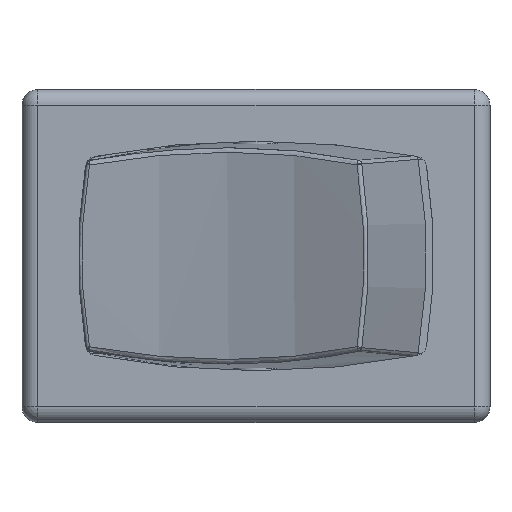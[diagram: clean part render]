
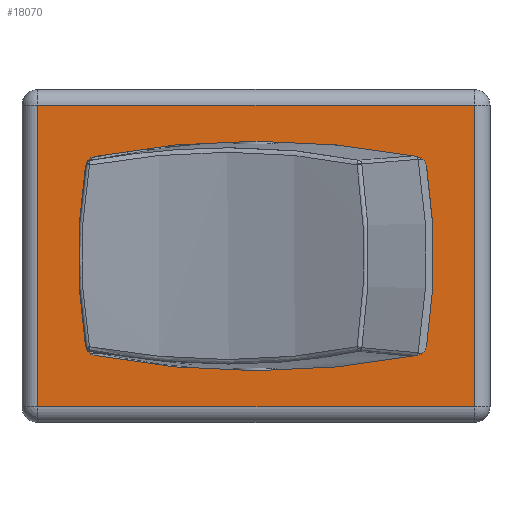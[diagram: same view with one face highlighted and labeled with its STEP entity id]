
A CAD part, top view. The second image highlights one B-rep face of the part: STEP entity #18070.
In plain terms, the highlighted planar face has unit normal (0, 0, 1).
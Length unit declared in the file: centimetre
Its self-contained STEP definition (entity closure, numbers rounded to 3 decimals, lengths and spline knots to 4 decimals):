
#617=PLANE('',#18876);
#710=FACE_BOUND('',#3136,.T.);
#751=CIRCLE('',#18230,0.05);
#753=CIRCLE('',#18233,2.5);
#755=CIRCLE('',#18237,0.05);
#764=CIRCLE('',#18250,3.82);
#768=CIRCLE('',#18269,0.05);
#770=CIRCLE('',#18274,3.82);
#815=CIRCLE('',#18782,2.5);
#816=CIRCLE('',#18784,0.05);
#2087=FACE_OUTER_BOUND('',#3135,.T.);
#3135=EDGE_LOOP('',(#17033,#17034,#17035,#17036));
#3136=EDGE_LOOP('',(#17037,#17038,#17039,#17040,#17041,#17042,#17043,#17044));
#5617=LINE('',#32003,#7478);
#5619=LINE('',#32011,#7480);
#5621=LINE('',#32019,#7482);
#5623=LINE('',#32028,#7484);
#7478=VECTOR('',#22257,1.);
#7480=VECTOR('',#22265,1.);
#7482=VECTOR('',#22273,1.);
#7484=VECTOR('',#22285,1.);
#7726=VERTEX_POINT('',#23963);
#7727=VERTEX_POINT('',#23965);
#7729=VERTEX_POINT('',#23971);
#7738=VERTEX_POINT('',#23993);
#7749=VERTEX_POINT('',#24026);
#7782=VERTEX_POINT('',#24119);
#7787=VERTEX_POINT('',#24135);
#9139=VERTEX_POINT('',#31723);
#9215=VERTEX_POINT('',#32000);
#9216=VERTEX_POINT('',#32002);
#9219=VERTEX_POINT('',#32010);
#9222=VERTEX_POINT('',#32018);
#9567=EDGE_CURVE('',#7727,#7726,#751,.T.);
#9571=EDGE_CURVE('',#7726,#7729,#753,.T.);
#9582=EDGE_CURVE('',#7729,#7738,#755,.T.);
#9600=EDGE_CURVE('',#7738,#7749,#764,.T.);
#9645=EDGE_CURVE('',#7749,#7782,#768,.T.);
#9652=EDGE_CURVE('',#7787,#7727,#770,.T.);
#11676=EDGE_CURVE('',#7782,#9139,#815,.T.);
#11677=EDGE_CURVE('',#9139,#7787,#816,.T.);
#11812=EDGE_CURVE('',#9215,#9216,#5617,.T.);
#11816=EDGE_CURVE('',#9216,#9219,#5619,.T.);
#11820=EDGE_CURVE('',#9219,#9222,#5621,.T.);
#11825=EDGE_CURVE('',#9222,#9215,#5623,.T.);
#17033=ORIENTED_EDGE('',*,*,#11812,.F.);
#17034=ORIENTED_EDGE('',*,*,#11825,.F.);
#17035=ORIENTED_EDGE('',*,*,#11820,.F.);
#17036=ORIENTED_EDGE('',*,*,#11816,.F.);
#17037=ORIENTED_EDGE('',*,*,#9571,.T.);
#17038=ORIENTED_EDGE('',*,*,#9582,.T.);
#17039=ORIENTED_EDGE('',*,*,#9600,.T.);
#17040=ORIENTED_EDGE('',*,*,#9645,.T.);
#17041=ORIENTED_EDGE('',*,*,#11676,.T.);
#17042=ORIENTED_EDGE('',*,*,#11677,.T.);
#17043=ORIENTED_EDGE('',*,*,#9652,.T.);
#17044=ORIENTED_EDGE('',*,*,#9567,.T.);
#18070=ADVANCED_FACE('',(#2087,#710),#617,.T.);
#18230=AXIS2_PLACEMENT_3D('',#23966,#19389,#19390);
#18233=AXIS2_PLACEMENT_3D('',#23973,#19397,#19398);
#18237=AXIS2_PLACEMENT_3D('',#23995,#19414,#19415);
#18250=AXIS2_PLACEMENT_3D('',#24028,#19449,#19450);
#18269=AXIS2_PLACEMENT_3D('',#24121,#19528,#19529);
#18274=AXIS2_PLACEMENT_3D('',#24136,#19543,#19544);
#18782=AXIS2_PLACEMENT_3D('',#31725,#21984,#21985);
#18784=AXIS2_PLACEMENT_3D('',#31727,#21988,#21989);
#18876=AXIS2_PLACEMENT_3D('',#32047,#22314,#22315);
#19389=DIRECTION('center_axis',(0.,0.,
-1.));
#19390=DIRECTION('ref_axis',(0.987,0.16,0.));
#19397=DIRECTION('center_axis',(0.,0.,
-1.));
#19398=DIRECTION('ref_axis',(0.987,-0.16,0.));
#19414=DIRECTION('center_axis',(0.,0.,
-1.));
#19415=DIRECTION('ref_axis',(0.188,-0.982,0.));
#19449=DIRECTION('center_axis',(0.,0.,
-1.));
#19450=DIRECTION('ref_axis',(-0.188,-0.982,0.));
#19528=DIRECTION('center_axis',(0.,0.,
-1.));
#19529=DIRECTION('ref_axis',(-0.987,-0.16,0.));
#19543=DIRECTION('center_axis',(0.,0.,
-1.));
#19544=DIRECTION('ref_axis',(0.188,0.982,0.));
#21984=DIRECTION('center_axis',(0.,0.,
-1.));
#21985=DIRECTION('ref_axis',(-0.987,0.16,0.));
#21988=DIRECTION('center_axis',(0.,0.,
-1.));
#21989=DIRECTION('ref_axis',(-0.188,0.982,0.));
#22257=DIRECTION('',(0.,-1.,0.));
#22265=DIRECTION('',(-1.,0.,0.));
#22273=DIRECTION('',(0.,1.,0.));
#22285=DIRECTION('',(1.,0.,0.));
#22314=DIRECTION('center_axis',(0.,0.,
1.));
#22315=DIRECTION('ref_axis',(1.,0.,0.));
#23963=CARTESIAN_POINT('',(-0.7576,-0.4009,1.54));
#23965=CARTESIAN_POINT('',(-0.7177,-0.442,1.54));
#23966=CARTESIAN_POINT('Origin',(-0.7083,-0.3929,
1.54));
#23971=CARTESIAN_POINT('',(-0.7576,0.4009,1.54));
#23973=CARTESIAN_POINT('Origin',(1.71,0.,1.54));
#23993=CARTESIAN_POINT('',(-0.7177,0.442,1.54));
#23995=CARTESIAN_POINT('Origin',(-0.7083,0.3929,1.54));
#24026=CARTESIAN_POINT('',(0.7177,0.442,1.54));
#24028=CARTESIAN_POINT('Origin',(0.,-3.31,1.54));
#24119=CARTESIAN_POINT('',(0.7576,0.4009,1.54));
#24121=CARTESIAN_POINT('Origin',(0.7083,0.3929,1.54));
#24135=CARTESIAN_POINT('',(0.7177,-0.442,1.54));
#24136=CARTESIAN_POINT('Origin',(0.,3.31,1.54));
#31723=CARTESIAN_POINT('',(0.7576,-0.4009,1.54));
#31725=CARTESIAN_POINT('Origin',(-1.71,0.,1.54));
#31727=CARTESIAN_POINT('Origin',(0.7083,-0.3929,1.54));
#32000=CARTESIAN_POINT('',(0.97,0.67,1.54));
#32002=CARTESIAN_POINT('',(0.97,-0.67,1.54));
#32003=CARTESIAN_POINT('',(0.97,0.335,1.54));
#32010=CARTESIAN_POINT('',(-0.97,-0.67,1.54));
#32011=CARTESIAN_POINT('',(0.485,-0.67,1.54));
#32018=CARTESIAN_POINT('',(-0.97,0.67,1.54));
#32019=CARTESIAN_POINT('',(-0.97,-0.335,1.54));
#32028=CARTESIAN_POINT('',(-0.485,0.67,1.54));
#32047=CARTESIAN_POINT('Origin',(0.,0.,
1.54));
